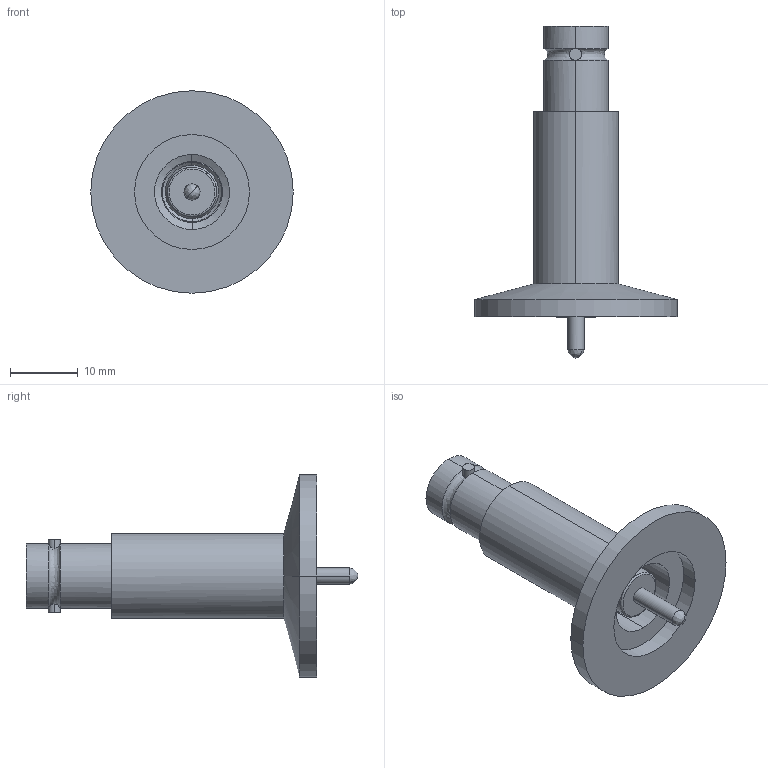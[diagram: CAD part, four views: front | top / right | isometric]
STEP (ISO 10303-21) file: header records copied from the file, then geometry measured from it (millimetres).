
FILE_DESCRIPTION (( 'STEP AP203' ), '1' );
FILE_NAME ('A0340-1-QF.STEP', '2013-08-28T13:47:59', ( '' ), ( '' ), 'SwSTEP 2.0', 'SolidWorks 2012', '' );
FILE_SCHEMA (( 'CONFIG_CONTROL_DESIGN' ));
Length unit declared in the file: inch
Products named in the file (1): A0340-1-QF
Bounding box: 29.97 x 49.15 x 29.97 mm (x, y, z)
Volume: 4431.7 mm3; surface area: 6055 mm2
Topology: 1 solids, 2 shells, 105 faces, 240 edges, 149 vertices
Faces by surface type: cylinder 54, cone 26, plane 17, bspline 8
Entity records: 3213 total; most frequent: CARTESIAN_POINT 715, DIRECTION 556, ORIENTED_EDGE 476, EDGE_CURVE 238, AXIS2_PLACEMENT_3D 238, VERTEX_POINT 149, CIRCLE 140, EDGE_LOOP 119
